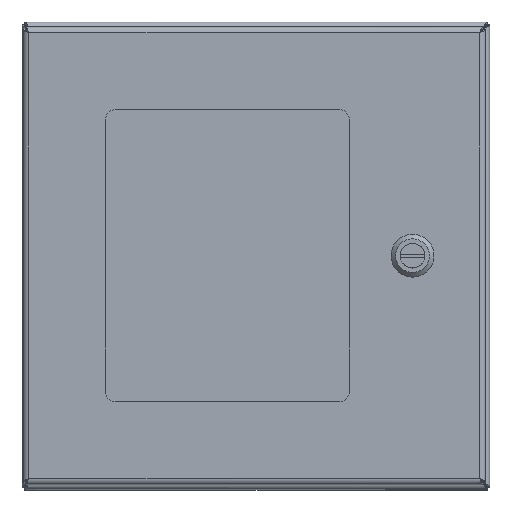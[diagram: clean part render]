
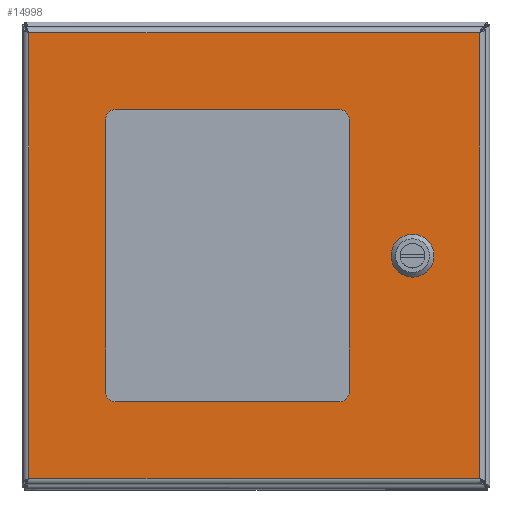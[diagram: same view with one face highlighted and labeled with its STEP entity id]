
A CAD part, top view. The second image highlights one B-rep face of the part: STEP entity #14998.
In plain terms, the highlighted face is planar.
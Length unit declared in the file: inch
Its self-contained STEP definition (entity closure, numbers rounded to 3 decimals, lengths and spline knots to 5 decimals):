
#735=PLANE('',#15971);
#1546=LINE('',#23963,#2674);
#1550=LINE('',#23975,#2678);
#1554=LINE('',#23987,#2682);
#1559=LINE('',#23999,#2687);
#1563=LINE('',#24013,#2691);
#1567=LINE('',#24025,#2695);
#1571=LINE('',#24037,#2699);
#1575=LINE('',#24047,#2703);
#1611=LINE('',#24129,#2739);
#1617=LINE('',#24211,#2745);
#1632=LINE('',#24311,#2760);
#1647=LINE('',#24410,#2775);
#2674=VECTOR('',#17808,5.75);
#2678=VECTOR('',#17820,7.);
#2682=VECTOR('',#17832,5.75);
#2687=VECTOR('',#17845,7.);
#2691=VECTOR('',#17857,0.42525);
#2695=VECTOR('',#17869,0.42525);
#2699=VECTOR('',#17881,0.42525);
#2703=VECTOR('',#17893,0.42525);
#2739=VECTOR('',#17955,11.4445);
#2745=VECTOR('',#17967,11.5695);
#2760=VECTOR('',#17996,11.4445);
#2775=VECTOR('',#18025,11.5695);
#3613=FACE_BOUND('',#5060,.T.);
#3614=FACE_BOUND('',#5061,.T.);
#4075=FACE_OUTER_BOUND('',#5059,.T.);
#5059=EDGE_LOOP('',(#10980,#10981,#10982,#10983));
#5060=EDGE_LOOP('',(#10984,#10985,#10986,#10987,#10988,#10989,#10990,#10991));
#5061=EDGE_LOOP('',(#10992,#10993,#10994,#10995,#10996,#10997,#10998,#10999));
#6015=CIRCLE('',#15904,0.25);
#6017=CIRCLE('',#15908,0.25);
#6019=CIRCLE('',#15912,0.25);
#6021=CIRCLE('',#15916,0.25);
#6024=CIRCLE('',#15921,0.453);
#6026=CIRCLE('',#15925,0.453);
#6028=CIRCLE('',#15929,0.453);
#6030=CIRCLE('',#15933,0.453);
#6777=VERTEX_POINT('',#23953);
#6778=VERTEX_POINT('',#23954);
#6781=VERTEX_POINT('',#23962);
#6783=VERTEX_POINT('',#23968);
#6785=VERTEX_POINT('',#23974);
#6787=VERTEX_POINT('',#23980);
#6789=VERTEX_POINT('',#23986);
#6791=VERTEX_POINT('',#23992);
#6795=VERTEX_POINT('',#24004);
#6796=VERTEX_POINT('',#24006);
#6798=VERTEX_POINT('',#24012);
#6800=VERTEX_POINT('',#24018);
#6802=VERTEX_POINT('',#24024);
#6804=VERTEX_POINT('',#24030);
#6806=VERTEX_POINT('',#24036);
#6808=VERTEX_POINT('',#24042);
#6833=VERTEX_POINT('',#24120);
#6834=VERTEX_POINT('',#24128);
#6839=VERTEX_POINT('',#24203);
#6849=VERTEX_POINT('',#24303);
#8278=EDGE_CURVE('',#6777,#6778,#6015,.T.);
#8282=EDGE_CURVE('',#6781,#6778,#1546,.T.);
#8285=EDGE_CURVE('',#6781,#6783,#6017,.T.);
#8288=EDGE_CURVE('',#6785,#6783,#1550,.T.);
#8291=EDGE_CURVE('',#6785,#6787,#6019,.T.);
#8294=EDGE_CURVE('',#6789,#6787,#1554,.T.);
#8297=EDGE_CURVE('',#6789,#6791,#6021,.T.);
#8301=EDGE_CURVE('',#6777,#6791,#1559,.T.);
#8304=EDGE_CURVE('',#6796,#6795,#6024,.T.);
#8307=EDGE_CURVE('',#6798,#6796,#1563,.T.);
#8310=EDGE_CURVE('',#6800,#6798,#6026,.T.);
#8313=EDGE_CURVE('',#6802,#6800,#1567,.T.);
#8316=EDGE_CURVE('',#6804,#6802,#6028,.T.);
#8319=EDGE_CURVE('',#6806,#6804,#1571,.T.);
#8322=EDGE_CURVE('',#6808,#6806,#6030,.T.);
#8325=EDGE_CURVE('',#6795,#6808,#1575,.T.);
#8362=EDGE_CURVE('',#6834,#6833,#1611,.T.);
#8372=EDGE_CURVE('',#6833,#6839,#1617,.T.);
#8391=EDGE_CURVE('',#6839,#6849,#1632,.T.);
#8410=EDGE_CURVE('',#6849,#6834,#1647,.T.);
#10980=ORIENTED_EDGE('',*,*,#8362,.T.);
#10981=ORIENTED_EDGE('',*,*,#8372,.T.);
#10982=ORIENTED_EDGE('',*,*,#8391,.T.);
#10983=ORIENTED_EDGE('',*,*,#8410,.T.);
#10984=ORIENTED_EDGE('',*,*,#8301,.T.);
#10985=ORIENTED_EDGE('',*,*,#8297,.F.);
#10986=ORIENTED_EDGE('',*,*,#8294,.T.);
#10987=ORIENTED_EDGE('',*,*,#8291,.F.);
#10988=ORIENTED_EDGE('',*,*,#8288,.T.);
#10989=ORIENTED_EDGE('',*,*,#8285,.F.);
#10990=ORIENTED_EDGE('',*,*,#8282,.T.);
#10991=ORIENTED_EDGE('',*,*,#8278,.F.);
#10992=ORIENTED_EDGE('',*,*,#8304,.T.);
#10993=ORIENTED_EDGE('',*,*,#8325,.T.);
#10994=ORIENTED_EDGE('',*,*,#8322,.T.);
#10995=ORIENTED_EDGE('',*,*,#8319,.T.);
#10996=ORIENTED_EDGE('',*,*,#8316,.T.);
#10997=ORIENTED_EDGE('',*,*,#8313,.T.);
#10998=ORIENTED_EDGE('',*,*,#8310,.T.);
#10999=ORIENTED_EDGE('',*,*,#8307,.T.);
#14998=ADVANCED_FACE('',(#4075,#3613,#3614),#735,.F.);
#15904=AXIS2_PLACEMENT_3D('',#23955,#17800,#17801);
#15908=AXIS2_PLACEMENT_3D('',#23969,#17813,#17814);
#15912=AXIS2_PLACEMENT_3D('',#23981,#17825,#17826);
#15916=AXIS2_PLACEMENT_3D('',#23993,#17837,#17838);
#15921=AXIS2_PLACEMENT_3D('',#24007,#17851,#17852);
#15925=AXIS2_PLACEMENT_3D('',#24019,#17863,#17864);
#15929=AXIS2_PLACEMENT_3D('',#24031,#17875,#17876);
#15933=AXIS2_PLACEMENT_3D('',#24043,#17887,#17888);
#15971=AXIS2_PLACEMENT_3D('',#24496,#18050,#18051);
#17800=DIRECTION('center_axis',(0.,0.,-1.));
#17801=DIRECTION('ref_axis',(0.707,-0.707,0.));
#17808=DIRECTION('',(1.,0.,0.));
#17813=DIRECTION('center_axis',(0.,0.,-1.));
#17814=DIRECTION('ref_axis',(-0.707,-0.707,0.));
#17820=DIRECTION('',(0.,-1.,0.));
#17825=DIRECTION('center_axis',(0.,0.,-1.));
#17826=DIRECTION('ref_axis',(-0.707,0.707,0.));
#17832=DIRECTION('',(-1.,0.,0.));
#17837=DIRECTION('center_axis',(0.,0.,-1.));
#17838=DIRECTION('ref_axis',(0.707,0.707,0.));
#17845=DIRECTION('',(0.,1.,0.));
#17851=DIRECTION('center_axis',(0.,0.,1.));
#17852=DIRECTION('ref_axis',(-0.469,-0.883,0.));
#17857=DIRECTION('',(0.,1.,0.));
#17863=DIRECTION('center_axis',(0.,0.,1.));
#17864=DIRECTION('ref_axis',(-0.883,0.469,0.));
#17869=DIRECTION('',(1.,0.,0.));
#17875=DIRECTION('center_axis',(0.,0.,1.));
#17876=DIRECTION('ref_axis',(0.469,0.883,0.));
#17881=DIRECTION('',(0.,-1.,0.));
#17887=DIRECTION('center_axis',(0.,0.,1.));
#17888=DIRECTION('ref_axis',(0.883,-0.469,0.));
#17893=DIRECTION('',(-1.,0.,0.));
#17955=DIRECTION('',(0.,-1.,0.));
#17967=DIRECTION('',(-1.,0.,0.));
#17996=DIRECTION('',(0.,1.,0.));
#18025=DIRECTION('',(1.,0.,0.));
#18050=DIRECTION('center_axis',(0.,0.,1.));
#18051=DIRECTION('ref_axis',(1.,0.,0.));
#23953=CARTESIAN_POINT('',(9.75,2.375,0.));
#23954=CARTESIAN_POINT('',(9.5,2.125,0.));
#23955=CARTESIAN_POINT('Origin',(9.5,2.375,0.));
#23962=CARTESIAN_POINT('',(3.75,2.125,0.));
#23963=CARTESIAN_POINT('',(7.84375,2.125,0.));
#23968=CARTESIAN_POINT('',(3.5,2.375,0.));
#23969=CARTESIAN_POINT('Origin',(3.75,2.375,0.));
#23974=CARTESIAN_POINT('',(3.5,9.375,0.));
#23975=CARTESIAN_POINT('',(3.5,4.,0.));
#23980=CARTESIAN_POINT('',(3.75,9.625,0.));
#23981=CARTESIAN_POINT('Origin',(3.75,9.375,0.));
#23986=CARTESIAN_POINT('',(9.5,9.625,0.));
#23987=CARTESIAN_POINT('',(4.71875,9.625,0.));
#23992=CARTESIAN_POINT('',(9.75,9.375,0.));
#23993=CARTESIAN_POINT('Origin',(9.5,9.375,0.));
#23999=CARTESIAN_POINT('',(9.75,7.75,0.));
#24004=CARTESIAN_POINT('',(2.08762,6.275,0.));
#24006=CARTESIAN_POINT('',(2.275,6.08762,0.));
#24007=CARTESIAN_POINT('Origin',(1.875,5.875,0.));
#24012=CARTESIAN_POINT('',(2.275,5.66238,0.));
#24013=CARTESIAN_POINT('',(2.275,5.98131,0.));
#24018=CARTESIAN_POINT('',(2.08762,5.475,0.));
#24019=CARTESIAN_POINT('Origin',(1.875,5.875,0.));
#24024=CARTESIAN_POINT('',(1.66238,5.475,0.));
#24025=CARTESIAN_POINT('',(4.01256,5.475,0.));
#24030=CARTESIAN_POINT('',(1.475,5.66238,0.));
#24031=CARTESIAN_POINT('Origin',(1.875,5.875,0.));
#24036=CARTESIAN_POINT('',(1.475,6.08762,0.));
#24037=CARTESIAN_POINT('',(1.475,5.76869,0.));
#24042=CARTESIAN_POINT('',(1.66238,6.275,0.));
#24043=CARTESIAN_POINT('Origin',(1.875,5.875,0.));
#24047=CARTESIAN_POINT('',(3.79994,6.275,0.));
#24120=CARTESIAN_POINT('',(11.72225,0.15275,0.));
#24128=CARTESIAN_POINT('',(11.72225,11.59725,0.));
#24129=CARTESIAN_POINT('',(11.72225,8.73613,0.));
#24203=CARTESIAN_POINT('',(0.15275,0.15275,0.));
#24211=CARTESIAN_POINT('',(8.82988,0.15275,0.));
#24303=CARTESIAN_POINT('',(0.15275,11.59725,0.));
#24311=CARTESIAN_POINT('',(0.15275,3.01388,0.));
#24410=CARTESIAN_POINT('',(3.04513,11.59725,0.));
#24496=CARTESIAN_POINT('Origin',(5.9375,5.875,0.));
